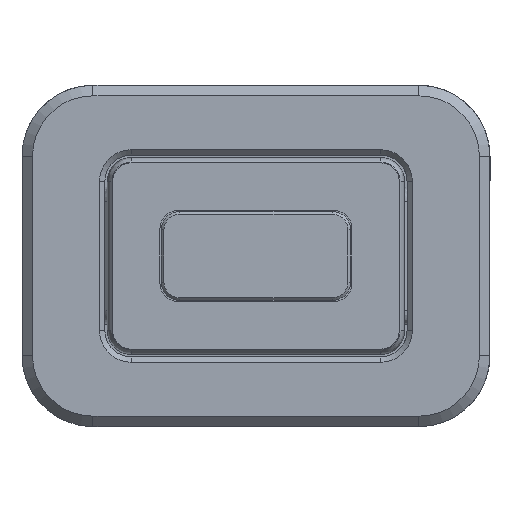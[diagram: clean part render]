
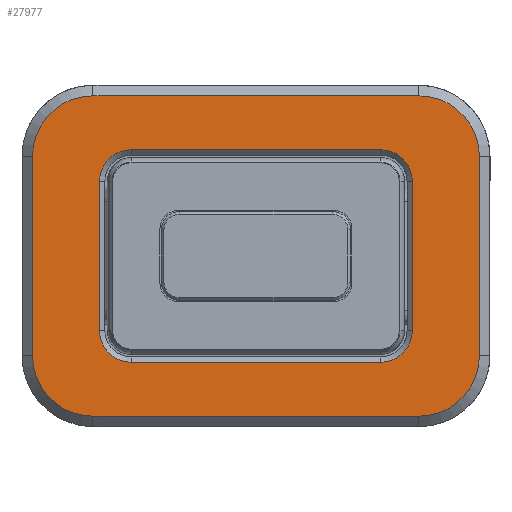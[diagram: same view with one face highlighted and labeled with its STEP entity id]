
A CAD part, front view. The second image highlights one B-rep face of the part: STEP entity #27977.
In plain terms, the highlighted face is planar.
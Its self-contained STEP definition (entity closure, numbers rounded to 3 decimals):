
#239=FACE_BOUND('',#4443,.T.);
#2872=FACE_OUTER_BOUND('',#4442,.T.);
#4442=EDGE_LOOP('',(#20033,#20034,#20035,#20036,#20037,#20038,#20039,#20040));
#4443=EDGE_LOOP('',(#20041,#20042,#20043,#20044,#20045,#20046,#20047,#20048));
#6057=CIRCLE('',#29937,4.6);
#6058=CIRCLE('',#29938,4.6);
#6059=CIRCLE('',#29939,4.6);
#6060=CIRCLE('',#29940,4.6);
#6061=CIRCLE('',#29941,2.4);
#6062=CIRCLE('',#29942,2.4);
#6063=CIRCLE('',#29943,2.4);
#6064=CIRCLE('',#29944,2.4);
#6810=LINE('',#42803,#9382);
#6811=LINE('',#42807,#9383);
#6812=LINE('',#42811,#9384);
#6813=LINE('',#42815,#9385);
#6814=LINE('',#42821,#9386);
#6815=LINE('',#42825,#9387);
#6816=LINE('',#42829,#9388);
#6817=LINE('',#42832,#9389);
#9382=VECTOR('',#33244,1000.);
#9383=VECTOR('',#33247,1000.);
#9384=VECTOR('',#33250,1000.);
#9385=VECTOR('',#33253,1000.);
#9386=VECTOR('',#33258,1000.);
#9387=VECTOR('',#33261,1000.);
#9388=VECTOR('',#33264,1000.);
#9389=VECTOR('',#33267,1000.);
#12097=VERTEX_POINT('',#42801);
#12098=VERTEX_POINT('',#42802);
#12099=VERTEX_POINT('',#42804);
#12100=VERTEX_POINT('',#42806);
#12101=VERTEX_POINT('',#42808);
#12102=VERTEX_POINT('',#42810);
#12103=VERTEX_POINT('',#42812);
#12104=VERTEX_POINT('',#42814);
#12105=VERTEX_POINT('',#42817);
#12106=VERTEX_POINT('',#42818);
#12107=VERTEX_POINT('',#42820);
#12108=VERTEX_POINT('',#42822);
#12109=VERTEX_POINT('',#42824);
#12110=VERTEX_POINT('',#42826);
#12111=VERTEX_POINT('',#42828);
#12112=VERTEX_POINT('',#42830);
#15128=EDGE_CURVE('',#12097,#12098,#6810,.T.);
#15129=EDGE_CURVE('',#12099,#12098,#6057,.T.);
#15130=EDGE_CURVE('',#12100,#12099,#6811,.T.);
#15131=EDGE_CURVE('',#12101,#12100,#6058,.T.);
#15132=EDGE_CURVE('',#12101,#12102,#6812,.T.);
#15133=EDGE_CURVE('',#12102,#12103,#6059,.T.);
#15134=EDGE_CURVE('',#12103,#12104,#6813,.T.);
#15135=EDGE_CURVE('',#12104,#12097,#6060,.T.);
#15136=EDGE_CURVE('',#12105,#12106,#6061,.F.);
#15137=EDGE_CURVE('',#12105,#12107,#6814,.T.);
#15138=EDGE_CURVE('',#12107,#12108,#6062,.F.);
#15139=EDGE_CURVE('',#12108,#12109,#6815,.T.);
#15140=EDGE_CURVE('',#12109,#12110,#6063,.F.);
#15141=EDGE_CURVE('',#12110,#12111,#6816,.T.);
#15142=EDGE_CURVE('',#12112,#12111,#6064,.F.);
#15143=EDGE_CURVE('',#12106,#12112,#6817,.T.);
#20033=ORIENTED_EDGE('',*,*,#15128,.T.);
#20034=ORIENTED_EDGE('',*,*,#15129,.F.);
#20035=ORIENTED_EDGE('',*,*,#15130,.F.);
#20036=ORIENTED_EDGE('',*,*,#15131,.F.);
#20037=ORIENTED_EDGE('',*,*,#15132,.T.);
#20038=ORIENTED_EDGE('',*,*,#15133,.T.);
#20039=ORIENTED_EDGE('',*,*,#15134,.T.);
#20040=ORIENTED_EDGE('',*,*,#15135,.T.);
#20041=ORIENTED_EDGE('',*,*,#15136,.F.);
#20042=ORIENTED_EDGE('',*,*,#15137,.T.);
#20043=ORIENTED_EDGE('',*,*,#15138,.T.);
#20044=ORIENTED_EDGE('',*,*,#15139,.T.);
#20045=ORIENTED_EDGE('',*,*,#15140,.T.);
#20046=ORIENTED_EDGE('',*,*,#15141,.T.);
#20047=ORIENTED_EDGE('',*,*,#15142,.F.);
#20048=ORIENTED_EDGE('',*,*,#15143,.F.);
#26924=PLANE('',#29936);
#27977=ADVANCED_FACE('',(#2872,#239),#26924,.T.);
#29936=AXIS2_PLACEMENT_3D('',#42800,#33242,#33243);
#29937=AXIS2_PLACEMENT_3D('',#42805,#33245,#33246);
#29938=AXIS2_PLACEMENT_3D('',#42809,#33248,#33249);
#29939=AXIS2_PLACEMENT_3D('',#42813,#33251,#33252);
#29940=AXIS2_PLACEMENT_3D('',#42816,#33254,#33255);
#29941=AXIS2_PLACEMENT_3D('',#42819,#33256,#33257);
#29942=AXIS2_PLACEMENT_3D('',#42823,#33259,#33260);
#29943=AXIS2_PLACEMENT_3D('',#42827,#33262,#33263);
#29944=AXIS2_PLACEMENT_3D('',#42831,#33265,#33266);
#33242=DIRECTION('center_axis',(0.,0.,-1.));
#33243=DIRECTION('ref_axis',(1.,0.,0.));
#33244=DIRECTION('',(-1.,0.,0.));
#33245=DIRECTION('center_axis',(0.,0.,
1.));
#33246=DIRECTION('ref_axis',(0.,1.,0.));
#33247=DIRECTION('',(0.,-1.,0.));
#33248=DIRECTION('center_axis',(0.,0.,
1.));
#33249=DIRECTION('ref_axis',(0.,1.,0.));
#33250=DIRECTION('',(1.,0.,0.));
#33251=DIRECTION('center_axis',(0.,0.,-1.));
#33252=DIRECTION('ref_axis',(0.,1.,0.));
#33253=DIRECTION('',(0.,-1.,0.));
#33254=DIRECTION('center_axis',(0.,0.,-1.));
#33255=DIRECTION('ref_axis',(0.,1.,0.));
#33256=DIRECTION('center_axis',(0.,0.,
1.));
#33257=DIRECTION('ref_axis',(0.,1.,0.));
#33258=DIRECTION('',(1.,0.,0.));
#33259=DIRECTION('center_axis',(0.,0.,-1.));
#33260=DIRECTION('ref_axis',(0.,1.,0.));
#33261=DIRECTION('',(0.,1.,0.));
#33262=DIRECTION('center_axis',(0.,0.,-1.));
#33263=DIRECTION('ref_axis',(0.,1.,0.));
#33264=DIRECTION('',(-1.,0.,0.));
#33265=DIRECTION('center_axis',(0.,0.,
1.));
#33266=DIRECTION('ref_axis',(0.,1.,0.));
#33267=DIRECTION('',(0.,1.,0.));
#42800=CARTESIAN_POINT('Origin',(73.609,0.349,0.));
#42801=CARTESIAN_POINT('',(82.4,-12.182,0.));
#42802=CARTESIAN_POINT('',(57.608,-12.182,0.));
#42803=CARTESIAN_POINT('',(57.6,-12.182,0.));
#42804=CARTESIAN_POINT('',(53.008,-7.582,0.));
#42805=CARTESIAN_POINT('Origin',(57.608,-7.582,0.));
#42806=CARTESIAN_POINT('',(53.008,7.582,0.));
#42807=CARTESIAN_POINT('',(53.008,-7.582,0.));
#42808=CARTESIAN_POINT('',(57.608,12.182,0.));
#42809=CARTESIAN_POINT('Origin',(57.608,7.582,0.));
#42810=CARTESIAN_POINT('',(82.4,12.182,0.));
#42811=CARTESIAN_POINT('',(82.4,12.182,0.));
#42812=CARTESIAN_POINT('',(87.,7.582,0.));
#42813=CARTESIAN_POINT('Origin',(82.4,7.582,0.));
#42814=CARTESIAN_POINT('',(87.,-7.582,0.));
#42815=CARTESIAN_POINT('',(87.,-7.582,0.));
#42816=CARTESIAN_POINT('Origin',(82.4,-7.582,0.));
#42817=CARTESIAN_POINT('',(60.508,-8.082,0.));
#42818=CARTESIAN_POINT('',(58.108,-5.682,0.));
#42819=CARTESIAN_POINT('Origin',(60.508,-5.682,0.));
#42820=CARTESIAN_POINT('',(79.5,-8.082,0.));
#42821=CARTESIAN_POINT('',(73.609,-8.082,0.));
#42822=CARTESIAN_POINT('',(81.9,-5.682,0.));
#42823=CARTESIAN_POINT('Origin',(79.5,-5.682,0.));
#42824=CARTESIAN_POINT('',(81.9,5.682,0.));
#42825=CARTESIAN_POINT('',(81.9,0.349,0.));
#42826=CARTESIAN_POINT('',(79.5,8.082,0.));
#42827=CARTESIAN_POINT('Origin',(79.5,5.682,0.));
#42828=CARTESIAN_POINT('',(60.508,8.082,0.));
#42829=CARTESIAN_POINT('',(60.5,8.082,0.));
#42830=CARTESIAN_POINT('',(58.108,5.682,0.));
#42831=CARTESIAN_POINT('Origin',(60.508,5.682,0.));
#42832=CARTESIAN_POINT('',(58.108,0.349,0.));
